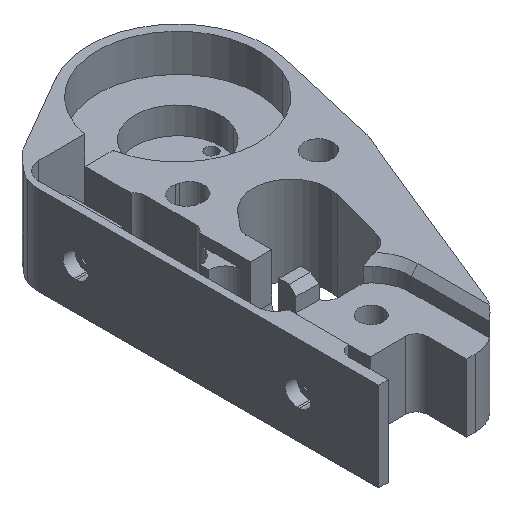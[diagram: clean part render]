
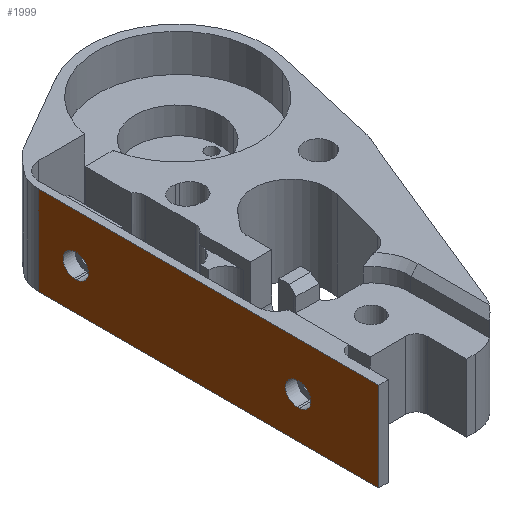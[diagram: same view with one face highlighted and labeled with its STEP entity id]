
A CAD part, isometric view. The second image highlights one B-rep face of the part: STEP entity #1999.
In plain terms, the highlighted planar face has unit normal (-1, 0, 0).
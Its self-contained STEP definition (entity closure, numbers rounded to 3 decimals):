
#11 = VECTOR ( 'NONE', #2078, 1000. ) ;
#101 = VERTEX_POINT ( 'NONE', #1468 ) ;
#110 = LINE ( 'NONE', #168, #2662 ) ;
#168 = CARTESIAN_POINT ( 'NONE',  ( 0., 22.936, 8.25 ) ) ;
#228 = DIRECTION ( 'NONE',  ( 0., 0., -1. ) ) ;
#289 = LINE ( 'NONE', #2073, #1805 ) ;
#290 = EDGE_CURVE ( 'NONE', #3674, #101, #902, .T. ) ;
#324 = AXIS2_PLACEMENT_3D ( 'NONE', #733, #3547, #1676 ) ;
#411 = DIRECTION ( 'NONE',  ( 1., 0., 0. ) ) ;
#423 = DIRECTION ( 'NONE',  ( 0., 1., 0. ) ) ;
#428 = LINE ( 'NONE', #3570, #1470 ) ;
#474 = EDGE_CURVE ( 'NONE', #3887, #1628, #2908, .T. ) ;
#553 = EDGE_CURVE ( 'NONE', #101, #3887, #110, .T. ) ;
#561 = EDGE_CURVE ( 'NONE', #3674, #719, #1593, .T. ) ;
#600 = VECTOR ( 'NONE', #4035, 1000. ) ;
#636 = VECTOR ( 'NONE', #3374, 1000. ) ;
#677 = CIRCLE ( 'NONE', #2539, 3.25 ) ;
#678 = EDGE_CURVE ( 'NONE', #2094, #4069, #3812, .T. ) ;
#719 = VERTEX_POINT ( 'NONE', #2172 ) ;
#731 = PLANE ( 'NONE',  #3841 ) ;
#733 = CARTESIAN_POINT ( 'NONE',  ( 0., 22.336, 11.5 ) ) ;
#790 = CARTESIAN_POINT ( 'NONE',  ( 0., 22.936, 14.75 ) ) ;
#826 = CARTESIAN_POINT ( 'NONE',  ( 0., 22.936, 14.75 ) ) ;
#884 = FACE_BOUND ( 'NONE', #1919, .T. ) ;
#891 = ORIENTED_EDGE ( 'NONE', *, *, #2947, .F. ) ;
#902 = CIRCLE ( 'NONE', #2259, 3.25 ) ;
#916 = EDGE_LOOP ( 'NONE', ( #3128, #1266, #3104, #2780 ) ) ;
#980 = CARTESIAN_POINT ( 'NONE',  ( 0., 81.589, 11.5 ) ) ;
#997 = CIRCLE ( 'NONE', #1750, 3.25 ) ;
#1001 = EDGE_CURVE ( 'NONE', #2428, #2094, #3404, .T. ) ;
#1036 = VERTEX_POINT ( 'NONE', #1973 ) ;
#1126 = EDGE_CURVE ( 'NONE', #1628, #719, #997, .T. ) ;
#1203 = CARTESIAN_POINT ( 'NONE',  ( 0., 95.596, 25. ) ) ;
#1212 = DIRECTION ( 'NONE',  ( -1., 0., 0. ) ) ;
#1231 = AXIS2_PLACEMENT_3D ( 'NONE', #2422, #3657, #2084 ) ;
#1236 = EDGE_CURVE ( 'NONE', #2929, #2434, #2958, .T. ) ;
#1266 = ORIENTED_EDGE ( 'NONE', *, *, #3288, .F. ) ;
#1269 = CARTESIAN_POINT ( 'NONE',  ( 0., 85.439, 14.75 ) ) ;
#1279 = FACE_OUTER_BOUND ( 'NONE', #916, .T. ) ;
#1362 = EDGE_CURVE ( 'NONE', #2929, #1036, #2899, .T. ) ;
#1367 = DIRECTION ( 'NONE',  ( -1., 0., 0. ) ) ;
#1421 = ORIENTED_EDGE ( 'NONE', *, *, #3054, .T. ) ;
#1468 = CARTESIAN_POINT ( 'NONE',  ( 0., 22.936, 8.25 ) ) ;
#1470 = VECTOR ( 'NONE', #2197, 1000. ) ;
#1477 = LINE ( 'NONE', #2444, #636 ) ;
#1563 = CARTESIAN_POINT ( 'NONE',  ( 0., 84.839, 14.75 ) ) ;
#1593 = LINE ( 'NONE', #826, #11 ) ;
#1628 = VERTEX_POINT ( 'NONE', #2105 ) ;
#1668 = DIRECTION ( 'NONE',  ( 0., -1., 0. ) ) ;
#1676 = DIRECTION ( 'NONE',  ( 0., -1., 0. ) ) ;
#1733 = VECTOR ( 'NONE', #1668, 1000. ) ;
#1750 = AXIS2_PLACEMENT_3D ( 'NONE', #2042, #3344, #3673 ) ;
#1792 = ORIENTED_EDGE ( 'NONE', *, *, #290, .F. ) ;
#1805 = VECTOR ( 'NONE', #228, 1000. ) ;
#1875 = ORIENTED_EDGE ( 'NONE', *, *, #474, .F. ) ;
#1882 = CARTESIAN_POINT ( 'NONE',  ( 0., 85.439, 8.25 ) ) ;
#1919 = EDGE_LOOP ( 'NONE', ( #3537, #2180, #1875, #2125, #1792 ) ) ;
#1973 = CARTESIAN_POINT ( 'NONE',  ( 0., 95.596, 0. ) ) ;
#1999 = ADVANCED_FACE ( 'NONE', ( #884, #3439, #1279 ), #731, .F. ) ;
#2021 = DIRECTION ( 'NONE',  ( 0., 0., -1. ) ) ;
#2042 = CARTESIAN_POINT ( 'NONE',  ( 0., 22.336, 11.5 ) ) ;
#2065 = CARTESIAN_POINT ( 'NONE',  ( 0., 84.839, 8.25 ) ) ;
#2066 = DIRECTION ( 'NONE',  ( 0., -1., 0. ) ) ;
#2073 = CARTESIAN_POINT ( 'NONE',  ( 0., 0., 25. ) ) ;
#2078 = DIRECTION ( 'NONE',  ( 0., -1., 0. ) ) ;
#2084 = DIRECTION ( 'NONE',  ( 0., -1., 0. ) ) ;
#2094 = VERTEX_POINT ( 'NONE', #2065 ) ;
#2105 = CARTESIAN_POINT ( 'NONE',  ( 0., 19.086, 11.5 ) ) ;
#2125 = ORIENTED_EDGE ( 'NONE', *, *, #553, .F. ) ;
#2172 = CARTESIAN_POINT ( 'NONE',  ( 0., 22.336, 14.75 ) ) ;
#2180 = ORIENTED_EDGE ( 'NONE', *, *, #1126, .F. ) ;
#2197 = DIRECTION ( 'NONE',  ( 0., -1., 0. ) ) ;
#2246 = EDGE_CURVE ( 'NONE', #1036, #2578, #1477, .T. ) ;
#2259 = AXIS2_PLACEMENT_3D ( 'NONE', #4079, #1212, #2462 ) ;
#2295 = CARTESIAN_POINT ( 'NONE',  ( 0., 0., 0. ) ) ;
#2422 = CARTESIAN_POINT ( 'NONE',  ( 0., 85.439, 11.5 ) ) ;
#2428 = VERTEX_POINT ( 'NONE', #1882 ) ;
#2434 = VERTEX_POINT ( 'NONE', #3766 ) ;
#2444 = CARTESIAN_POINT ( 'NONE',  ( 0., 95.596, 0. ) ) ;
#2462 = DIRECTION ( 'NONE',  ( 0., -1., 0. ) ) ;
#2539 = AXIS2_PLACEMENT_3D ( 'NONE', #3154, #1367, #3223 ) ;
#2578 = VERTEX_POINT ( 'NONE', #2295 ) ;
#2662 = VECTOR ( 'NONE', #2066, 1000. ) ;
#2755 = EDGE_LOOP ( 'NONE', ( #1421, #891, #3003, #2897, #3178 ) ) ;
#2760 = CARTESIAN_POINT ( 'NONE',  ( 0., 22.336, 8.25 ) ) ;
#2780 = ORIENTED_EDGE ( 'NONE', *, *, #1362, .T. ) ;
#2897 = ORIENTED_EDGE ( 'NONE', *, *, #1001, .F. ) ;
#2899 = LINE ( 'NONE', #3834, #3653 ) ;
#2908 = CIRCLE ( 'NONE', #324, 3.25 ) ;
#2924 = CARTESIAN_POINT ( 'NONE',  ( 0., 95.596, 25. ) ) ;
#2929 = VERTEX_POINT ( 'NONE', #1203 ) ;
#2947 = EDGE_CURVE ( 'NONE', #4069, #3368, #677, .T. ) ;
#2955 = VERTEX_POINT ( 'NONE', #1269 ) ;
#2958 = LINE ( 'NONE', #3730, #600 ) ;
#3003 = ORIENTED_EDGE ( 'NONE', *, *, #678, .F. ) ;
#3031 = CIRCLE ( 'NONE', #1231, 3.25 ) ;
#3054 = EDGE_CURVE ( 'NONE', #2955, #3368, #428, .T. ) ;
#3079 = DIRECTION ( 'NONE',  ( 0., -1., 0. ) ) ;
#3104 = ORIENTED_EDGE ( 'NONE', *, *, #1236, .F. ) ;
#3128 = ORIENTED_EDGE ( 'NONE', *, *, #2246, .T. ) ;
#3154 = CARTESIAN_POINT ( 'NONE',  ( 0., 84.839, 11.5 ) ) ;
#3178 = ORIENTED_EDGE ( 'NONE', *, *, #3267, .F. ) ;
#3223 = DIRECTION ( 'NONE',  ( 0., -1., 0. ) ) ;
#3267 = EDGE_CURVE ( 'NONE', #2955, #2428, #3031, .T. ) ;
#3288 = EDGE_CURVE ( 'NONE', #2434, #2578, #289, .T. ) ;
#3295 = AXIS2_PLACEMENT_3D ( 'NONE', #4014, #3407, #3079 ) ;
#3344 = DIRECTION ( 'NONE',  ( -1., 0., 0. ) ) ;
#3368 = VERTEX_POINT ( 'NONE', #1563 ) ;
#3374 = DIRECTION ( 'NONE',  ( 0., -1., 0. ) ) ;
#3404 = LINE ( 'NONE', #3560, #1733 ) ;
#3407 = DIRECTION ( 'NONE',  ( -1., 0., 0. ) ) ;
#3439 = FACE_BOUND ( 'NONE', #2755, .T. ) ;
#3537 = ORIENTED_EDGE ( 'NONE', *, *, #561, .T. ) ;
#3547 = DIRECTION ( 'NONE',  ( -1., 0., 0. ) ) ;
#3560 = CARTESIAN_POINT ( 'NONE',  ( 0., 85.439, 8.25 ) ) ;
#3570 = CARTESIAN_POINT ( 'NONE',  ( 0., 85.439, 14.75 ) ) ;
#3653 = VECTOR ( 'NONE', #2021, 1000. ) ;
#3657 = DIRECTION ( 'NONE',  ( -1., 0., 0. ) ) ;
#3673 = DIRECTION ( 'NONE',  ( 0., -1., 0. ) ) ;
#3674 = VERTEX_POINT ( 'NONE', #790 ) ;
#3730 = CARTESIAN_POINT ( 'NONE',  ( 0., 95.596, 25. ) ) ;
#3766 = CARTESIAN_POINT ( 'NONE',  ( 0., 0., 25. ) ) ;
#3812 = CIRCLE ( 'NONE', #3295, 3.25 ) ;
#3834 = CARTESIAN_POINT ( 'NONE',  ( 0., 95.596, 25. ) ) ;
#3841 = AXIS2_PLACEMENT_3D ( 'NONE', #2924, #411, #423 ) ;
#3887 = VERTEX_POINT ( 'NONE', #2760 ) ;
#4014 = CARTESIAN_POINT ( 'NONE',  ( 0., 84.839, 11.5 ) ) ;
#4035 = DIRECTION ( 'NONE',  ( 0., -1., 0. ) ) ;
#4069 = VERTEX_POINT ( 'NONE', #980 ) ;
#4079 = CARTESIAN_POINT ( 'NONE',  ( 0., 22.936, 11.5 ) ) ;
